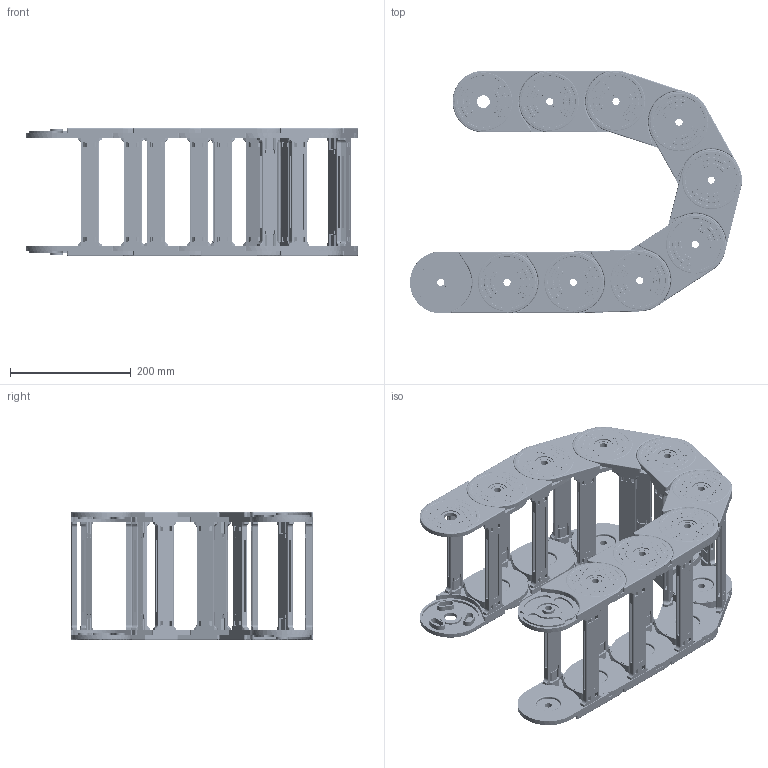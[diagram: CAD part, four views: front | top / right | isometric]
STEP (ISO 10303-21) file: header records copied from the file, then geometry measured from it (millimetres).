
FILE_DESCRIPTION (( 'STEP AP214' ), '1' );
FILE_NAME ('CK80-A180-R150.STEP', '2019-09-12T12:32:32', ( '' ), ( '' ), 'SwSTEP 2.0', 'SolidWorks 2017', '' );
FILE_SCHEMA (( 'AUTOMOTIVE_DESIGN' ));
Length unit declared in the file: millimetre
Products named in the file (2): CK80-A180-R150; CK80-A080
Assembly tree (9 placements, depth 2):
  CK80-A180-R150
    CK80-A080  x9
Bounding box: 550.81 x 402.12 x 212.66 mm (x, y, z)
Volume: 3165276.3 mm3; surface area: 1675432.9 mm2
Topology: 45 solids, 99 shells, 10296 faces, 26550 edges, 17028 vertices
Faces by surface type: plane 3834, cylinder 3690, bspline 1854, torus 738, sphere 180
Entity records: 44426 total; most frequent: CARTESIAN_POINT 17944, ORIENTED_EDGE 5876, DIRECTION 5116, EDGE_CURVE 2938, VERTEX_POINT 1892, AXIS2_PLACEMENT_3D 1816, VECTOR 1484, LINE 1484
